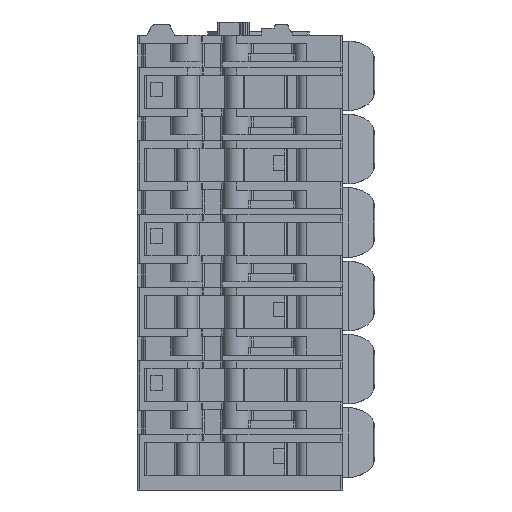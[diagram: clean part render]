
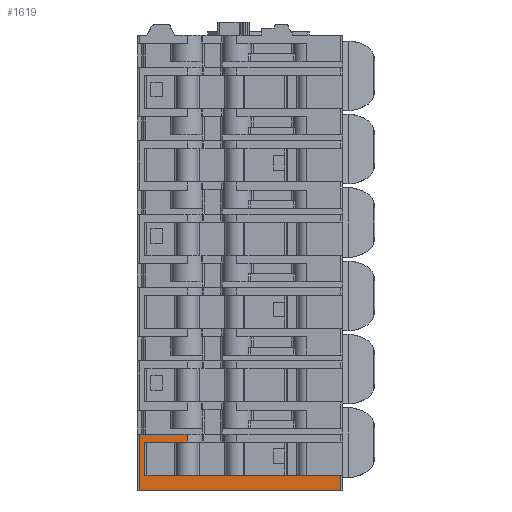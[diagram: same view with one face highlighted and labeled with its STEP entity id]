
A CAD part, front view. The second image highlights one B-rep face of the part: STEP entity #1619.
In plain terms, the highlighted planar face has unit normal (0, -1, 0).
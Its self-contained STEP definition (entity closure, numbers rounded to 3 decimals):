
#1619 = ADVANCED_FACE( '', ( #4319 ), #4320, .F. );
#4319 = FACE_OUTER_BOUND( '', #8126, .T. );
#4320 = PLANE( '', #8127 );
#8126 = EDGE_LOOP( '', ( #13032, #13033, #13034, #13035, #13036, #13037, #13038, #13039 ) );
#8127 = AXIS2_PLACEMENT_3D( '', #13040, #13041, #13042 );
#13032 = ORIENTED_EDGE( '', *, *, #24582, .T. );
#13033 = ORIENTED_EDGE( '', *, *, #24583, .F. );
#13034 = ORIENTED_EDGE( '', *, *, #24584, .F. );
#13035 = ORIENTED_EDGE( '', *, *, #24207, .T. );
#13036 = ORIENTED_EDGE( '', *, *, #24585, .T. );
#13037 = ORIENTED_EDGE( '', *, *, #24586, .T. );
#13038 = ORIENTED_EDGE( '', *, *, #24587, .F. );
#13039 = ORIENTED_EDGE( '', *, *, #24588, .F. );
#13040 = CARTESIAN_POINT( '', ( -14.3, 0., 45. ) );
#13041 = DIRECTION( '', ( 0., 1., 0. ) );
#13042 = DIRECTION( '', ( 0., 0., 1. ) );
#24207 = EDGE_CURVE( '', #29570, #29571, #29572, .T. );
#24582 = EDGE_CURVE( '', #30218, #30219, #30220, .T. );
#24583 = EDGE_CURVE( '', #30221, #30219, #30222, .T. );
#24584 = EDGE_CURVE( '', #29570, #30221, #30223, .T. );
#24585 = EDGE_CURVE( '', #29571, #30224, #30225, .T. );
#24586 = EDGE_CURVE( '', #30224, #30226, #30227, .T. );
#24587 = EDGE_CURVE( '', #30228, #30226, #30229, .T. );
#24588 = EDGE_CURVE( '', #30218, #30228, #30230, .T. );
#29570 = VERTEX_POINT( '', #37299 );
#29571 = VERTEX_POINT( '', #37300 );
#29572 = LINE( '', #37301, #37302 );
#30218 = VERTEX_POINT( '', #38229 );
#30219 = VERTEX_POINT( '', #38230 );
#30220 = LINE( '', #38231, #38232 );
#30221 = VERTEX_POINT( '', #38233 );
#30222 = LINE( '', #38234, #38235 );
#30223 = LINE( '', #38236, #38237 );
#30224 = VERTEX_POINT( '', #38238 );
#30225 = LINE( '', #38239, #38240 );
#30226 = VERTEX_POINT( '', #38241 );
#30227 = LINE( '', #38242, #38243 );
#30228 = VERTEX_POINT( '', #38244 );
#30229 = LINE( '', #38245, #38246 );
#30230 = LINE( '', #38247, #38248 );
#37299 = CARTESIAN_POINT( '', ( -14.3, 0., 4.2 ) );
#37300 = CARTESIAN_POINT( '', ( -14.3, 0., -1.5 ) );
#37301 = CARTESIAN_POINT( '', ( -14.3, 0., 45. ) );
#37302 = VECTOR( '', #46799, 1000. );
#38229 = CARTESIAN_POINT( '', ( -13.7, 0., 3.4 ) );
#38230 = CARTESIAN_POINT( '', ( -9.4, 0., 3.4 ) );
#38231 = CARTESIAN_POINT( '', ( -13.7, 0., 3.4 ) );
#38232 = VECTOR( '', #47273, 1000. );
#38233 = CARTESIAN_POINT( '', ( -9.4, 0., 4.2 ) );
#38234 = CARTESIAN_POINT( '', ( -9.4, 0., 6.7 ) );
#38235 = VECTOR( '', #47274, 1000. );
#38236 = CARTESIAN_POINT( '', ( -17.8, 0., 4.2 ) );
#38237 = VECTOR( '', #47275, 1000. );
#38238 = CARTESIAN_POINT( '', ( 6.3, 0., -1.5 ) );
#38239 = CARTESIAN_POINT( '', ( -14.3, 0., -1.5 ) );
#38240 = VECTOR( '', #47276, 1000. );
#38241 = CARTESIAN_POINT( '', ( 6.3, 0., 0. ) );
#38242 = CARTESIAN_POINT( '', ( 6.3, 0., -1.5 ) );
#38243 = VECTOR( '', #47277, 1000. );
#38244 = CARTESIAN_POINT( '', ( -13.7, 0., 0. ) );
#38245 = CARTESIAN_POINT( '', ( -14.3, 0., 0. ) );
#38246 = VECTOR( '', #47278, 1000. );
#38247 = CARTESIAN_POINT( '', ( -13.7, 0., 3.4 ) );
#38248 = VECTOR( '', #47279, 1000. );
#46799 = DIRECTION( '', ( 0., 0., -1. ) );
#47273 = DIRECTION( '', ( 1., 0., 0. ) );
#47274 = DIRECTION( '', ( 0., 0., -1. ) );
#47275 = DIRECTION( '', ( 1., 0., 0. ) );
#47276 = DIRECTION( '', ( 1., 0., 0. ) );
#47277 = DIRECTION( '', ( 0., 0., 1. ) );
#47278 = DIRECTION( '', ( 1., 0., 0. ) );
#47279 = DIRECTION( '', ( 0., 0., -1. ) );
